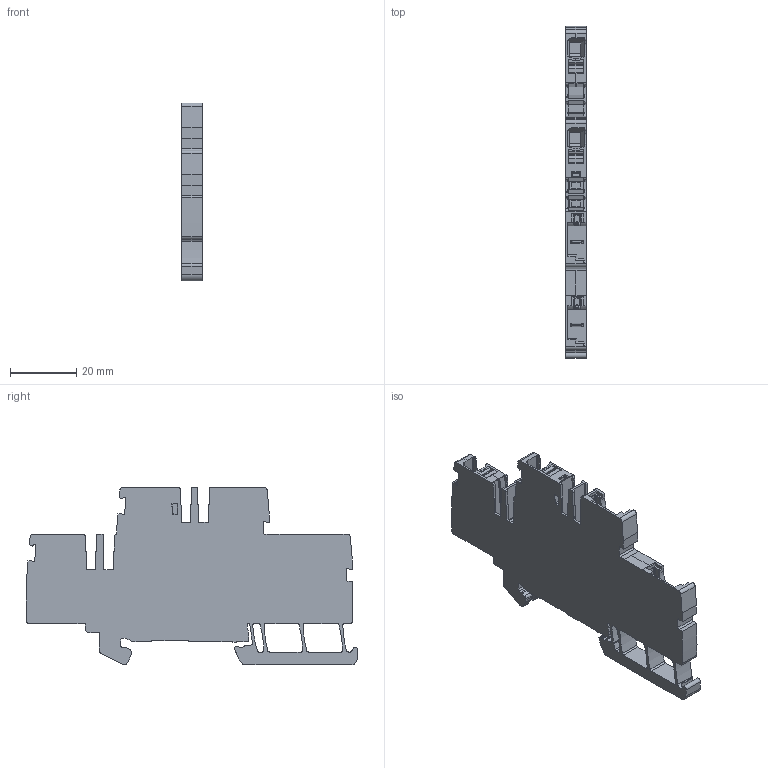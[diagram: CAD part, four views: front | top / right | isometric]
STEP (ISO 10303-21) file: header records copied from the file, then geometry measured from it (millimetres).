
FILE_DESCRIPTION(('CATIA V5R24 STEP','CAx-IF Rec.Pracs.--- Model Styling and Organization---1.2---2011-12-15'),'2;1');
FILE_NAME ('438127-3_1', '2018-08-17T07:27:24+00:00', ('Weidmueller Interface'), ('Weidmueller'), 'CATIA Version 5-6 Release 2014 SP4 HF52', 'CATIA V5 STEP AP214', 'none');
FILE_SCHEMA(('AUTOMOTIVE_DESIGN { 1 0 10303 214 1 1 1 1 }'));
Length unit declared in the file: millimetre
Products named in the file (1): 2540290000
Bounding box: 6.1 x 99.98 x 53.6 mm (x, y, z)
Volume: 18855.2 mm3; surface area: 14324.8 mm2
Topology: 5 solids, 6 shells, 988 faces, 2862 edges, 1871 vertices
Faces by surface type: plane 500, cylinder 430, torus 27, bspline 19, cone 8, sphere 4
Entity records: 36597 total; most frequent: CARTESIAN_POINT 11757, ORIENTED_EDGE 5694, DIRECTION 4230, EDGE_CURVE 2847, VERTEX_POINT 1871, VECTOR 1849, LINE 1849, AXIS2_PLACEMENT_3D 1557
